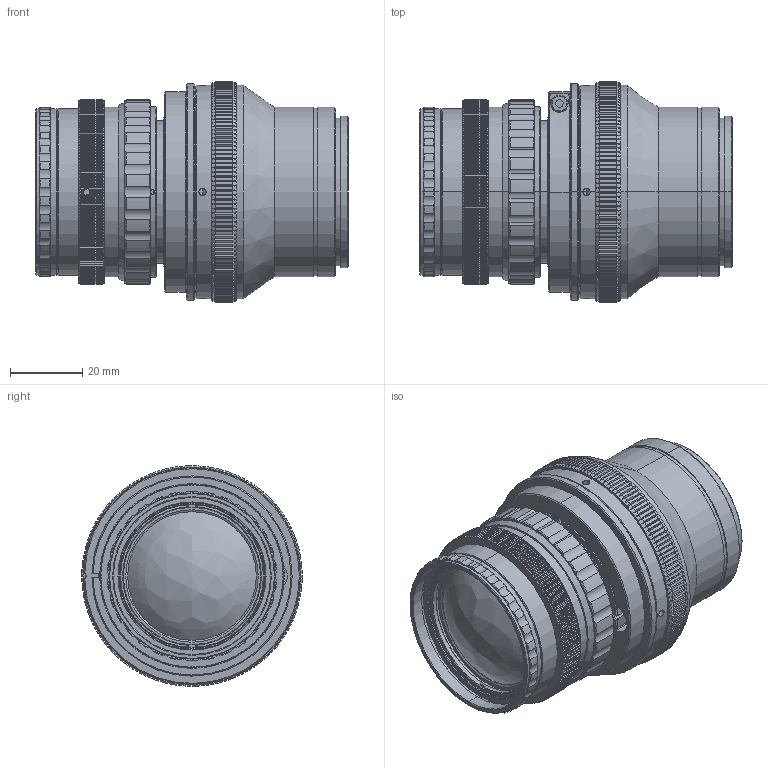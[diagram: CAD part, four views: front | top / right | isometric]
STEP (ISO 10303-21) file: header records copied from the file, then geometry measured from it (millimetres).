
FILE_DESCRIPTION (( 'STEP AP214' ), '1' );
FILE_NAME ('620007.STEP', '2019-10-25T06:28:49', ( '' ), ( '' ), 'SwSTEP 2.0', 'SolidWorks 2016', '' );
FILE_SCHEMA (( 'AUTOMOTIVE_DESIGN' ));
Length unit declared in the file: millimetre
Products named in the file (19): 惕踡遠; G1 圧圈; G4 圧圈; 00402 F諳; 綴噩芠; 嫖戲郪璃; M42x1諉諳12mm楊擘; E1; M2x2.5 す芛階佪; 光阑限位压圈; 蝶磁1; 嫖戲覃誹遠; G3 圧圈; M2.5x5 す芛階佪; E2; G2 圧圈; 620007; ヶ噩芠; M2.5x10_跡蕾伬
Assembly tree (21 placements, depth 3):
  620007
    綴噩芠
    ヶ噩芠
    蝶磁1
      E1
      E2
    嫖戲郪璃
    G3 圧圈
    G2 圧圈
    G1 圧圈
    嫖戲覃誹遠
    G4 圧圈
    00402 F諳
    惕踡遠
    光阑限位压圈
    M2.5x10_跡蕾伬
    M2.5x5 す芛階佪  x2
    M2x2.5 す芛階佪  x3
    M42x1諉諳12mm楊擘
Bounding box: 86.43 x 61 x 61 mm (x, y, z)
Volume: 97990.2 mm3; surface area: 74614.8 mm2
Topology: 21 solids, 21 shells, 2922 faces, 7663 edges, 4853 vertices
Faces by surface type: cylinder 1002, cone 976, plane 940, bspline 4
Entity records: 92722 total; most frequent: CARTESIAN_POINT 23320, ORIENTED_EDGE 15126, DIRECTION 13867, EDGE_CURVE 7563, AXIS2_PLACEMENT_3D 5876, VERTEX_POINT 4789, EDGE_LOOP 2994, CIRCLE 2978
